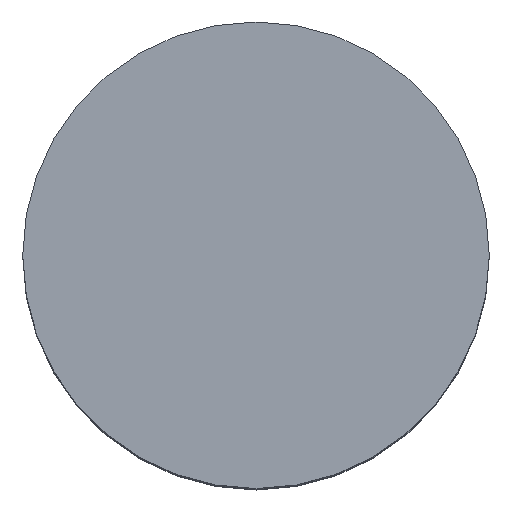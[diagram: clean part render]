
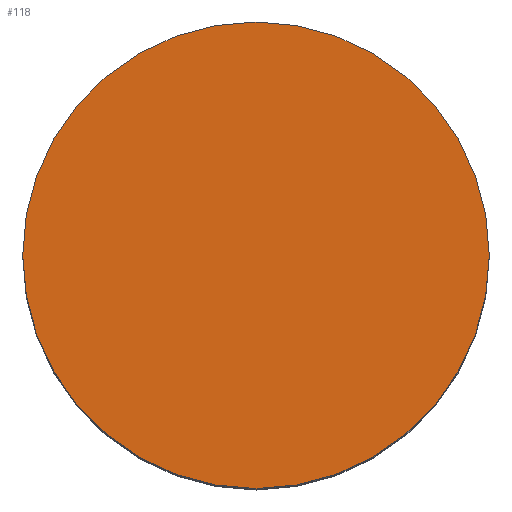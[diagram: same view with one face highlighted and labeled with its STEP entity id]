
A CAD part, top view. The second image highlights one B-rep face of the part: STEP entity #118.
In plain terms, the highlighted planar face has unit normal (0, 0, 1).
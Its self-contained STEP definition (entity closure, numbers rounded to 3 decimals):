
#104=PLANE('',#286);
#106=FACE_OUTER_BOUND('',#178,.T.);
#118=ADVANCED_FACE('',(#106),#104,.T.);
#178=EDGE_LOOP('',(#208));
#208=ORIENTED_EDGE('',*,*,#243,.T.);
#228=VERTEX_POINT('',#392);
#243=EDGE_CURVE('',#228,#228,#258,.T.);
#258=CIRCLE('',#284,3.);
#284=AXIS2_PLACEMENT_3D('',#391,#338,#339);
#286=AXIS2_PLACEMENT_3D('',#394,#342,#343);
#338=DIRECTION('',(0.,0.,1.));
#339=DIRECTION('',(1.,0.,0.));
#342=DIRECTION('',(0.,0.,1.));
#343=DIRECTION('',(1.,0.,0.));
#391=CARTESIAN_POINT('',(0.,0.,7.9));
#392=CARTESIAN_POINT('',(3.,0.,7.9));
#394=CARTESIAN_POINT('',(0.,0.,7.9));
